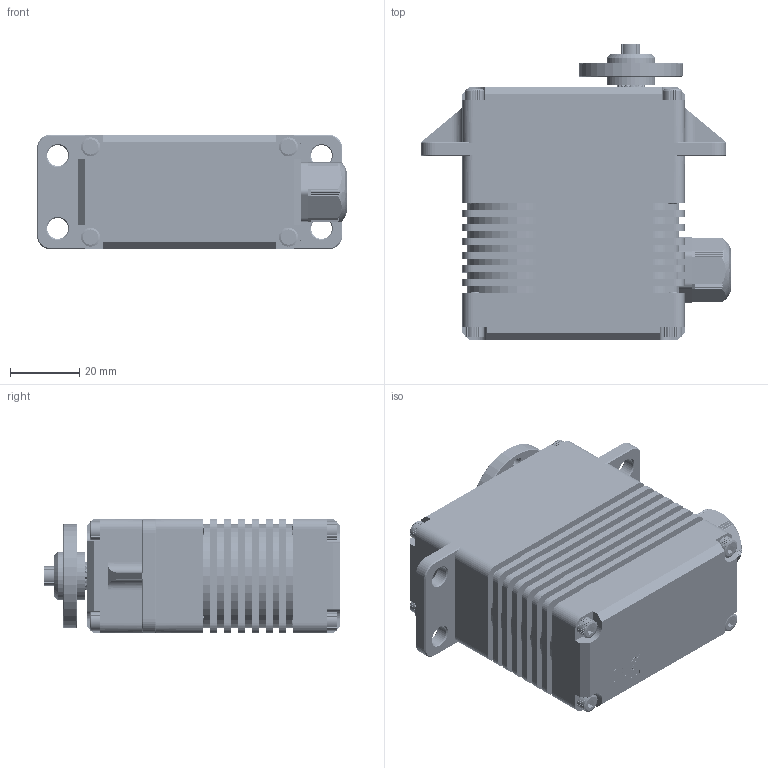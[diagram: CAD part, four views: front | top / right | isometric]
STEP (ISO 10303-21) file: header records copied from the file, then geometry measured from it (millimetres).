
FILE_DESCRIPTION((''),'2;1');
FILE_NAME('HS-1005SGT_ASM','2017-10-17T',('jaejin_'),(''),'CREO PARAMETRIC BY PTC INC, 2016050','CREO PARAMETRIC BY PTC INC, 2016050','');
FILE_SCHEMA(('CONFIG_CONTROL_DESIGN'));
Products named in the file (15): 1005HT; 1005T; 1005L; 120201000141_SUS_HSH_M3XL30; 120201000070_SUS_HSH_M3XL10; 1005SG4; CABLE_GRAND_C_32; CABLE_GRAND_B_41; CABLE_GRAND_E_11; CABLE_GRAND_D_8; CABLE_GRAND_A_25; CABLE_GRAND_B2_6; CABLE_GRAND_ASM; 120217000069_I-MO; HS-1005SGT_ASM
Assembly tree (21 placements, depth 3):
  HS-1005SGT_ASM
    1005HT
    1005T
    1005L
    120201000141_SUS_HSH_M3XL30  x4
    120201000070_SUS_HSH_M3XL10  x5
    1005SG4
    CABLE_GRAND_ASM
      CABLE_GRAND_C_32
      CABLE_GRAND_B_41
      CABLE_GRAND_E_11
      CABLE_GRAND_D_8
      CABLE_GRAND_A_25
      CABLE_GRAND_B2_6
    120217000069_I-MO
Bounding box: 89.4 x 85.4 x 33 mm (x, y, z)
Volume: 150762.9 mm3; surface area: 49670.8 mm2
Topology: 20 solids, 20 shells, 2835 faces, 7945 edges, 5200 vertices
Faces by surface type: cylinder 1270, plane 1155, bspline 217, cone 171, torus 22
Entity records: 80899 total; most frequent: CARTESIAN_POINT 31470, ORIENTED_EDGE 7950, DIRECTION 6958, EDGE_CURVE 3975, PRESENTATION_STYLE_ASSIGNMENT 3662, STYLED_ITEM 3448, CURVE_STYLE 3438, VERTEX_POINT 2582
